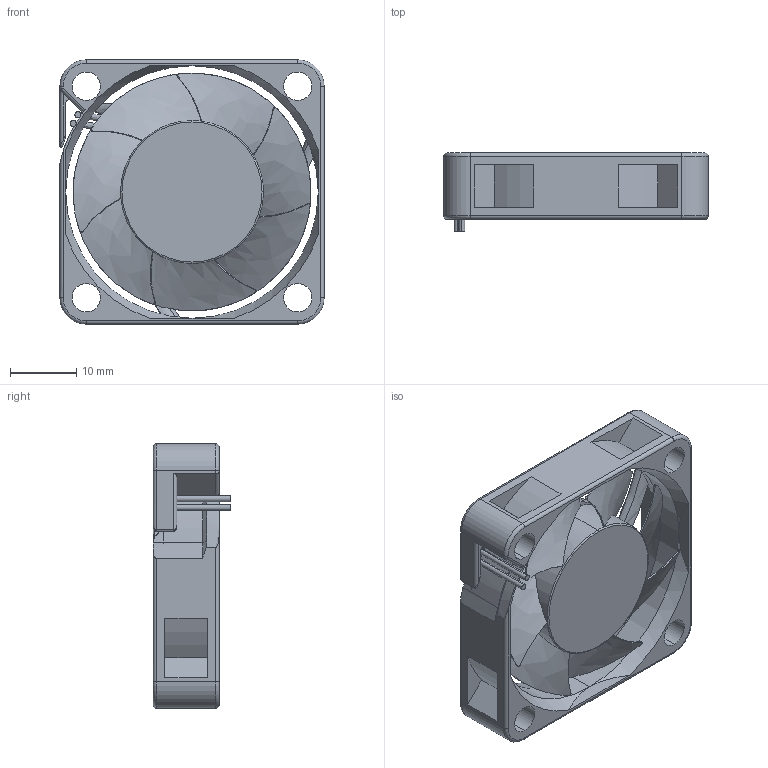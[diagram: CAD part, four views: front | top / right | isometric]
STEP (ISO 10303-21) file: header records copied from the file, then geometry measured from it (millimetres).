
FILE_DESCRIPTION (( 'STEP AP203' ), '1' );
FILE_NAME ('CUI_DEVICES_CFM-4010V-070-273.step', '2019-10-25T14:41:26', ( '' ), ( '' ), 'SwSTEP 2.0', 'SolidWorks 2019', '' );
FILE_SCHEMA (( 'CONFIG_CONTROL_DESIGN' ));
Length unit declared in the file: inch
Products named in the file (1): CUI_DEVICES_CFM-4010V-070-273
Bounding box: 40 x 11.8 x 40 mm (x, y, z)
Volume: 6393.3 mm3; surface area: 8210.4 mm2
Topology: 1 solids, 1 shells, 233 faces, 594 edges, 368 vertices
Faces by surface type: cylinder 74, bspline 65, plane 54, torus 30, cone 8, sphere 2
Entity records: 12213 total; most frequent: CARTESIAN_POINT 7035, ORIENTED_EDGE 1186, DIRECTION 910, EDGE_CURVE 593, AXIS2_PLACEMENT_3D 372, VERTEX_POINT 368, EDGE_LOOP 257, ADVANCED_FACE 233
